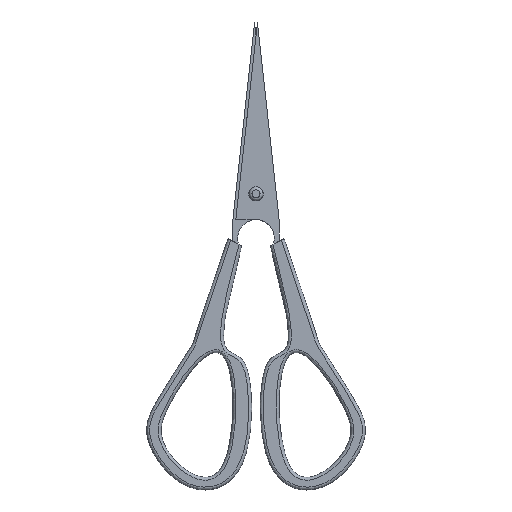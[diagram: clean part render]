
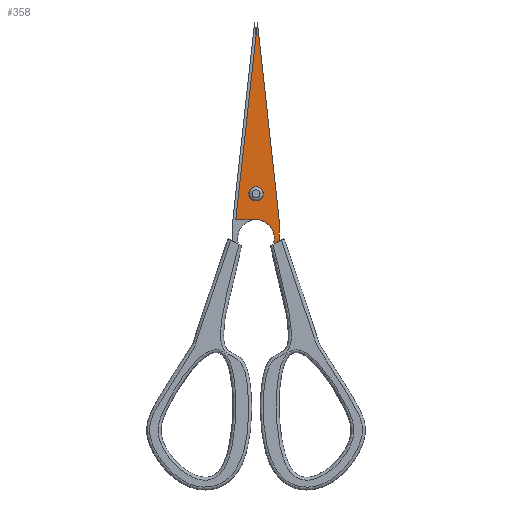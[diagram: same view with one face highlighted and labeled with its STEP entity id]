
A CAD part, top view. The second image highlights one B-rep face of the part: STEP entity #358.
In plain terms, the highlighted planar face has unit normal (0, 0, 1).
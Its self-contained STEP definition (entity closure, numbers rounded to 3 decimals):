
#32=CARTESIAN_POINT('',(0.77,12.036,1.5));
#33=VERTEX_POINT('',#32);
#34=CARTESIAN_POINT('',(-7.033,12.036,1.5));
#35=VERTEX_POINT('',#34);
#36=CARTESIAN_POINT('',(0.77,12.036,1.5));
#37=DIRECTION('',(-1.,0.,0.));
#38=VECTOR('',#37,7.803);
#39=LINE('',#36,#38);
#40=EDGE_CURVE('',#33,#35,#39,.T.);
#160=CARTESIAN_POINT('',(0.503,80.786,1.5));
#161=VERTEX_POINT('',#160);
#168=CARTESIAN_POINT('',(8.039,12.036,1.5));
#169=VERTEX_POINT('',#168);
#170=CARTESIAN_POINT('',(0.503,80.786,1.5));
#171=DIRECTION('',(0.109,-0.994,0.));
#172=VECTOR('',#171,69.162);
#173=LINE('',#170,#172);
#174=EDGE_CURVE('',#161,#169,#173,.T.);
#192=CARTESIAN_POINT('',(8.039,4.482,1.5));
#193=VERTEX_POINT('',#192);
#194=CARTESIAN_POINT('',(8.039,4.482,1.5));
#195=DIRECTION('',(0.,1.,0.));
#196=VECTOR('',#195,7.554);
#197=LINE('',#194,#196);
#198=EDGE_CURVE('',#193,#169,#197,.T.);
#260=CARTESIAN_POINT('',(6.095,3.454,1.5));
#261=VERTEX_POINT('',#260);
#268=CARTESIAN_POINT('',(0.77,12.036,1.5));
#269=CARTESIAN_POINT('',(1.233,11.916,1.5));
#270=CARTESIAN_POINT('',(1.69,11.771,1.5));
#271=CARTESIAN_POINT('',(2.133,11.596,1.5));
#272=CARTESIAN_POINT('',(2.576,11.421,1.5));
#273=CARTESIAN_POINT('',(3.004,11.216,1.5));
#274=CARTESIAN_POINT('',(3.413,10.969,1.5));
#275=CARTESIAN_POINT('',(3.617,10.846,1.5));
#276=CARTESIAN_POINT('',(3.817,10.711,1.5));
#277=CARTESIAN_POINT('',(4.007,10.568,1.5));
#278=CARTESIAN_POINT('',(4.197,10.425,1.5));
#279=CARTESIAN_POINT('',(4.379,10.271,1.5));
#280=CARTESIAN_POINT('',(4.55,10.108,1.5));
#281=CARTESIAN_POINT('',(4.722,9.944,1.5));
#282=CARTESIAN_POINT('',(4.884,9.77,1.5));
#283=CARTESIAN_POINT('',(5.035,9.584,1.5));
#284=CARTESIAN_POINT('',(5.185,9.398,1.5));
#285=CARTESIAN_POINT('',(5.325,9.201,1.5));
#286=CARTESIAN_POINT('',(5.451,8.996,1.5));
#287=CARTESIAN_POINT('',(5.701,8.586,1.5));
#288=CARTESIAN_POINT('',(5.891,8.151,1.5));
#289=CARTESIAN_POINT('',(6.029,7.695,1.5));
#290=CARTESIAN_POINT('',(6.098,7.468,1.5));
#291=CARTESIAN_POINT('',(6.154,7.233,1.5));
#292=CARTESIAN_POINT('',(6.197,6.998,1.5));
#293=CARTESIAN_POINT('',(6.24,6.764,1.5));
#294=CARTESIAN_POINT('',(6.271,6.528,1.5));
#295=CARTESIAN_POINT('',(6.29,6.292,1.5));
#296=CARTESIAN_POINT('',(6.329,5.82,1.5));
#297=CARTESIAN_POINT('',(6.326,5.346,1.5));
#298=CARTESIAN_POINT('',(6.29,4.87,1.5));
#299=CARTESIAN_POINT('',(6.272,4.632,1.5));
#300=CARTESIAN_POINT('',(6.246,4.394,1.5));
#301=CARTESIAN_POINT('',(6.213,4.158,1.5));
#302=CARTESIAN_POINT('',(6.18,3.922,1.5));
#303=CARTESIAN_POINT('',(6.14,3.687,1.5));
#304=CARTESIAN_POINT('',(6.095,3.454,1.5));
#305=B_SPLINE_CURVE_WITH_KNOTS('',3,(#268,#269,#270,#271,#272,#273,#274,#275,#276,#277,#278,#279,#280,#281,#282,#283,#284,#285,#286,#287,#288,#289,#290,#291,#292,#293,
#294,#295,#296,#297,#298,#299,#300,#301,#302,#303,#304),.UNSPECIFIED.,.F.,.F.,(4,3,3,3,3,3,3,3,3,3,3,3,4),(0.025,0.026,0.028,0.028,0.029,0.03,0.03,0.032,0.033,0.033,0.035,0.035,0.036),.UNSPECIFIED.);
#306=EDGE_CURVE('',#33,#261,#305,.T.);
#319=CARTESIAN_POINT('',(8.039,4.482,1.5));
#320=DIRECTION('',(-0.884,-0.467,0.));
#321=VECTOR('',#320,2.2);
#322=LINE('',#319,#321);
#323=EDGE_CURVE('',#193,#261,#322,.T.);
#329=CARTESIAN_POINT('',(0.,0.,1.5));
#330=DIRECTION('',(0.,0.,1.));
#331=DIRECTION('',(1.,0.,0.));
#332=AXIS2_PLACEMENT_3D('',#329,#330,#331);
#333=PLANE('',#332);
#334=CARTESIAN_POINT('',(2.5,21.,1.5));
#335=VERTEX_POINT('',#334);
#336=CARTESIAN_POINT('',(0.,21.,1.5));
#337=DIRECTION('',(0.,0.,1.));
#338=DIRECTION('',(1.,0.,-0.));
#339=AXIS2_PLACEMENT_3D('',#336,#337,#338);
#340=CIRCLE('',#339,2.5);
#341=EDGE_CURVE('',#335,#335,#340,.T.);
#342=ORIENTED_EDGE('',*,*,#341,.F.);
#343=EDGE_LOOP('',(#342));
#344=FACE_BOUND('',#343,.T.);
#345=CARTESIAN_POINT('',(-7.033,12.036,1.5));
#346=DIRECTION('',(0.109,0.994,0.));
#347=VECTOR('',#346,69.162);
#348=LINE('',#345,#347);
#349=EDGE_CURVE('',#35,#161,#348,.T.);
#350=ORIENTED_EDGE('',*,*,#349,.F.);
#351=ORIENTED_EDGE('',*,*,#40,.F.);
#352=ORIENTED_EDGE('',*,*,#306,.T.);
#353=ORIENTED_EDGE('',*,*,#323,.F.);
#354=ORIENTED_EDGE('',*,*,#198,.T.);
#355=ORIENTED_EDGE('',*,*,#174,.F.);
#356=EDGE_LOOP('',(#350,#351,#352,#353,#354,#355));
#357=FACE_BOUND('',#356,.T.);
#358=ADVANCED_FACE('',(#344,#357),#333,.T.);
